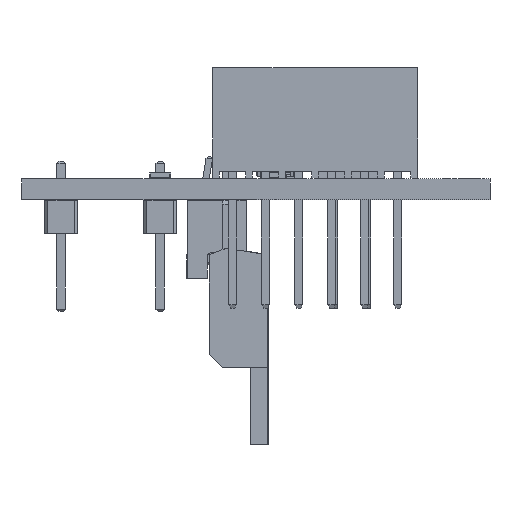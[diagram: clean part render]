
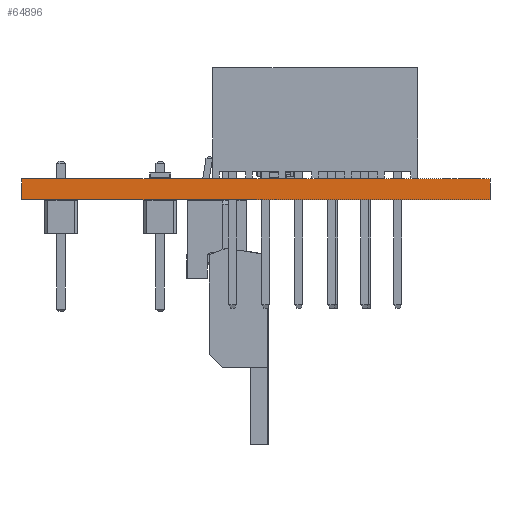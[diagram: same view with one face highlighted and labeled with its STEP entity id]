
A CAD part, front view. The second image highlights one B-rep face of the part: STEP entity #64896.
In plain terms, the highlighted planar face has unit normal (0, -1, 0).
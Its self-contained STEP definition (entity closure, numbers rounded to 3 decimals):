
#64715 = PLANE('',#64716);
#64716 = AXIS2_PLACEMENT_3D('',#64717,#64718,#64719);
#64717 = CARTESIAN_POINT('',(0.,51.,0.));
#64718 = DIRECTION('',(1.,0.,-0.));
#64719 = DIRECTION('',(0.,-1.,0.));
#64740 = VERTEX_POINT('',#64741);
#64741 = CARTESIAN_POINT('',(0.,0.,1.6));
#64755 = PLANE('',#64756);
#64756 = AXIS2_PLACEMENT_3D('',#64757,#64758,#64759);
#64757 = CARTESIAN_POINT('',(18.,25.5,1.6));
#64758 = DIRECTION('',(0.,0.,1.));
#64759 = DIRECTION('',(1.,0.,-0.));
#64767 = EDGE_CURVE('',#64768,#64740,#64770,.T.);
#64768 = VERTEX_POINT('',#64769);
#64769 = CARTESIAN_POINT('',(0.,-0.,0.));
#64770 = SURFACE_CURVE('',#64771,(#64775,#64782),.PCURVE_S1.);
#64771 = LINE('',#64772,#64773);
#64772 = CARTESIAN_POINT('',(0.,-0.,0.));
#64773 = VECTOR('',#64774,1.);
#64774 = DIRECTION('',(0.,0.,1.));
#64775 = PCURVE('',#64715,#64776);
#64776 = DEFINITIONAL_REPRESENTATION('',(#64777),#64781);
#64777 = LINE('',#64778,#64779);
#64778 = CARTESIAN_POINT('',(51.,0.));
#64779 = VECTOR('',#64780,1.);
#64780 = DIRECTION('',(0.,-1.));
#64781 = ( GEOMETRIC_REPRESENTATION_CONTEXT(2) 
PARAMETRIC_REPRESENTATION_CONTEXT() REPRESENTATION_CONTEXT('2D SPACE',''
  ) );
#64782 = PCURVE('',#64783,#64788);
#64783 = PLANE('',#64784);
#64784 = AXIS2_PLACEMENT_3D('',#64785,#64786,#64787);
#64785 = CARTESIAN_POINT('',(0.,0.,0.));
#64786 = DIRECTION('',(0.,1.,0.));
#64787 = DIRECTION('',(1.,0.,0.));
#64788 = DEFINITIONAL_REPRESENTATION('',(#64789),#64793);
#64789 = LINE('',#64790,#64791);
#64790 = CARTESIAN_POINT('',(0.,0.));
#64791 = VECTOR('',#64792,1.);
#64792 = DIRECTION('',(0.,-1.));
#64793 = ( GEOMETRIC_REPRESENTATION_CONTEXT(2) 
PARAMETRIC_REPRESENTATION_CONTEXT() REPRESENTATION_CONTEXT('2D SPACE',''
  ) );
#64809 = PLANE('',#64810);
#64810 = AXIS2_PLACEMENT_3D('',#64811,#64812,#64813);
#64811 = CARTESIAN_POINT('',(18.,25.5,0.));
#64812 = DIRECTION('',(0.,0.,1.));
#64813 = DIRECTION('',(1.,0.,-0.));
#64842 = PLANE('',#64843);
#64843 = AXIS2_PLACEMENT_3D('',#64844,#64845,#64846);
#64844 = CARTESIAN_POINT('',(36.,0.,0.));
#64845 = DIRECTION('',(-1.,0.,0.));
#64846 = DIRECTION('',(0.,1.,0.));
#64896 = ADVANCED_FACE('',(#64897),#64783,.F.);
#64897 = FACE_BOUND('',#64898,.F.);
#64898 = EDGE_LOOP('',(#64899,#64900,#64923,#64946));
#64899 = ORIENTED_EDGE('',*,*,#64767,.T.);
#64900 = ORIENTED_EDGE('',*,*,#64901,.T.);
#64901 = EDGE_CURVE('',#64740,#64902,#64904,.T.);
#64902 = VERTEX_POINT('',#64903);
#64903 = CARTESIAN_POINT('',(36.,0.,1.6));
#64904 = SURFACE_CURVE('',#64905,(#64909,#64916),.PCURVE_S1.);
#64905 = LINE('',#64906,#64907);
#64906 = CARTESIAN_POINT('',(0.,0.,1.6));
#64907 = VECTOR('',#64908,1.);
#64908 = DIRECTION('',(1.,0.,0.));
#64909 = PCURVE('',#64783,#64910);
#64910 = DEFINITIONAL_REPRESENTATION('',(#64911),#64915);
#64911 = LINE('',#64912,#64913);
#64912 = CARTESIAN_POINT('',(0.,-1.6));
#64913 = VECTOR('',#64914,1.);
#64914 = DIRECTION('',(1.,0.));
#64915 = ( GEOMETRIC_REPRESENTATION_CONTEXT(2) 
PARAMETRIC_REPRESENTATION_CONTEXT() REPRESENTATION_CONTEXT('2D SPACE',''
  ) );
#64916 = PCURVE('',#64755,#64917);
#64917 = DEFINITIONAL_REPRESENTATION('',(#64918),#64922);
#64918 = LINE('',#64919,#64920);
#64919 = CARTESIAN_POINT('',(-18.,-25.5));
#64920 = VECTOR('',#64921,1.);
#64921 = DIRECTION('',(1.,0.));
#64922 = ( GEOMETRIC_REPRESENTATION_CONTEXT(2) 
PARAMETRIC_REPRESENTATION_CONTEXT() REPRESENTATION_CONTEXT('2D SPACE',''
  ) );
#64923 = ORIENTED_EDGE('',*,*,#64924,.F.);
#64924 = EDGE_CURVE('',#64925,#64902,#64927,.T.);
#64925 = VERTEX_POINT('',#64926);
#64926 = CARTESIAN_POINT('',(36.,-0.,0.));
#64927 = SURFACE_CURVE('',#64928,(#64932,#64939),.PCURVE_S1.);
#64928 = LINE('',#64929,#64930);
#64929 = CARTESIAN_POINT('',(36.,-0.,0.));
#64930 = VECTOR('',#64931,1.);
#64931 = DIRECTION('',(0.,0.,1.));
#64932 = PCURVE('',#64783,#64933);
#64933 = DEFINITIONAL_REPRESENTATION('',(#64934),#64938);
#64934 = LINE('',#64935,#64936);
#64935 = CARTESIAN_POINT('',(36.,0.));
#64936 = VECTOR('',#64937,1.);
#64937 = DIRECTION('',(0.,-1.));
#64938 = ( GEOMETRIC_REPRESENTATION_CONTEXT(2) 
PARAMETRIC_REPRESENTATION_CONTEXT() REPRESENTATION_CONTEXT('2D SPACE',''
  ) );
#64939 = PCURVE('',#64842,#64940);
#64940 = DEFINITIONAL_REPRESENTATION('',(#64941),#64945);
#64941 = LINE('',#64942,#64943);
#64942 = CARTESIAN_POINT('',(0.,0.));
#64943 = VECTOR('',#64944,1.);
#64944 = DIRECTION('',(0.,-1.));
#64945 = ( GEOMETRIC_REPRESENTATION_CONTEXT(2) 
PARAMETRIC_REPRESENTATION_CONTEXT() REPRESENTATION_CONTEXT('2D SPACE',''
  ) );
#64946 = ORIENTED_EDGE('',*,*,#64947,.F.);
#64947 = EDGE_CURVE('',#64768,#64925,#64948,.T.);
#64948 = SURFACE_CURVE('',#64949,(#64953,#64960),.PCURVE_S1.);
#64949 = LINE('',#64950,#64951);
#64950 = CARTESIAN_POINT('',(0.,-0.,0.));
#64951 = VECTOR('',#64952,1.);
#64952 = DIRECTION('',(1.,0.,0.));
#64953 = PCURVE('',#64783,#64954);
#64954 = DEFINITIONAL_REPRESENTATION('',(#64955),#64959);
#64955 = LINE('',#64956,#64957);
#64956 = CARTESIAN_POINT('',(0.,0.));
#64957 = VECTOR('',#64958,1.);
#64958 = DIRECTION('',(1.,0.));
#64959 = ( GEOMETRIC_REPRESENTATION_CONTEXT(2) 
PARAMETRIC_REPRESENTATION_CONTEXT() REPRESENTATION_CONTEXT('2D SPACE',''
  ) );
#64960 = PCURVE('',#64809,#64961);
#64961 = DEFINITIONAL_REPRESENTATION('',(#64962),#64966);
#64962 = LINE('',#64963,#64964);
#64963 = CARTESIAN_POINT('',(-18.,-25.5));
#64964 = VECTOR('',#64965,1.);
#64965 = DIRECTION('',(1.,0.));
#64966 = ( GEOMETRIC_REPRESENTATION_CONTEXT(2) 
PARAMETRIC_REPRESENTATION_CONTEXT() REPRESENTATION_CONTEXT('2D SPACE',''
  ) );
